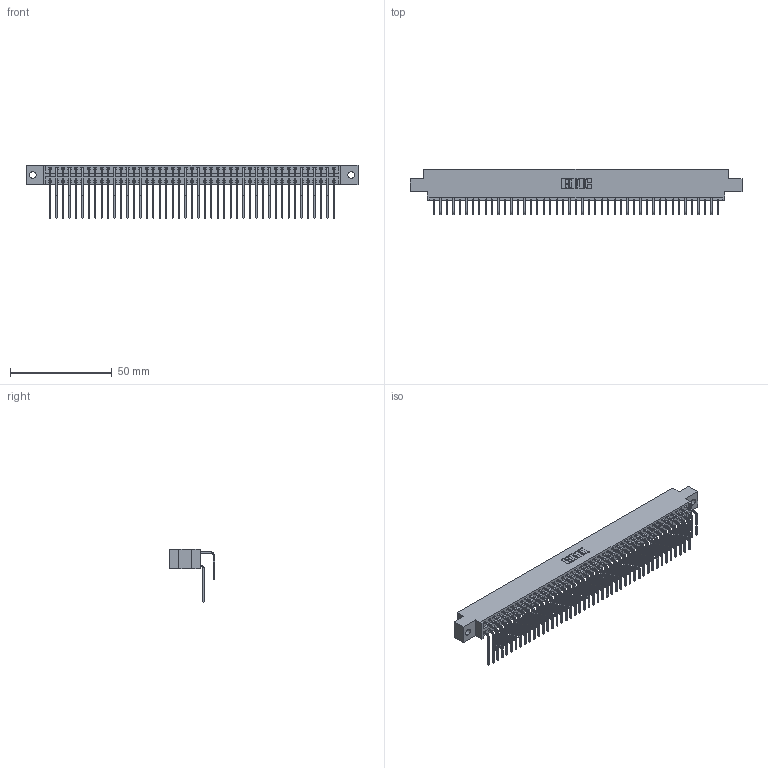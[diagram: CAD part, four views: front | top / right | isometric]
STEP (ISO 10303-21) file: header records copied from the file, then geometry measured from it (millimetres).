
FILE_DESCRIPTION (( 'STEP AP203' ), '1' );
FILE_NAME ('396-090-558-802.STEP', '2018-09-12T07:02:17', ( '' ), ( '' ), 'SwSTEP 2.0', 'SolidWorks 2016', '' );
FILE_SCHEMA (( 'CONFIG_CONTROL_DESIGN' ));
Length unit declared in the file: inch
Products named in the file (4): 345-292-001_558 Tail - 2; 396-090-558-802; 346 Part_0.170 Offset - 0.128 Dia; 345-292-001_558 559 Tail - 1
Assembly tree (91 placements, depth 2):
  396-090-558-802
    346 Part_0.170 Offset - 0.128 Dia
    345-292-001_558 559 Tail - 1  x45
    345-292-001_558 Tail - 2  x45
Bounding box: 163.45 x 22.16 x 26.16 mm (x, y, z)
Volume: 16289.5 mm3; surface area: 24839.3 mm2
Topology: 91 solids, 91 shells, 4986 faces, 14831 edges, 9766 vertices
Faces by surface type: plane 3410, cylinder 1576
Entity records: 30883 total; most frequent: CARTESIAN_POINT 5139, ORIENTED_EDGE 5022, DIRECTION 4551, EDGE_CURVE 2511, VECTOR 2159, LINE 2159, VERTEX_POINT 1670, AXIS2_PLACEMENT_3D 1196
